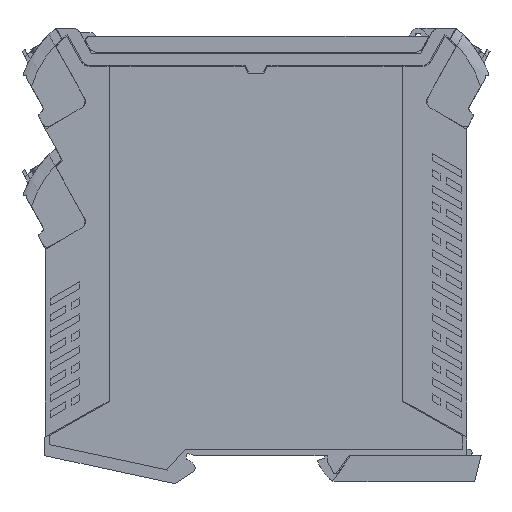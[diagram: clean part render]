
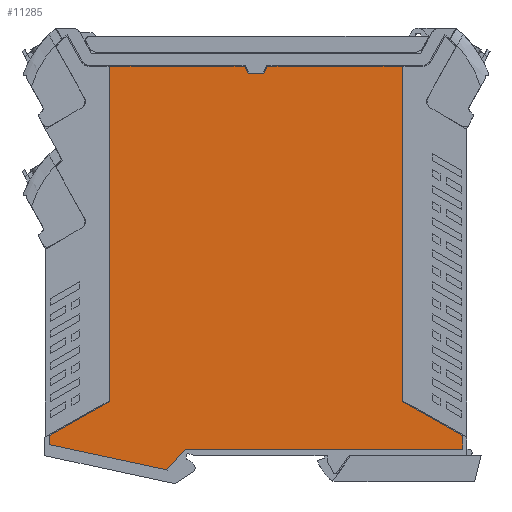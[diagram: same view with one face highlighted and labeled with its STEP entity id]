
A CAD part, left-side view. The second image highlights one B-rep face of the part: STEP entity #11285.
In plain terms, the highlighted planar face has unit normal (-1, 0, 0).
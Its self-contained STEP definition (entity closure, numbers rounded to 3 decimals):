
#11263=AXIS2_PLACEMENT_3D('Plane Axis2P3D',#11260,#11261,#11262) ;
#7063=CARTESIAN_POINT('Vertex',(0.,110.437,12.04)) ;
#7066=CARTESIAN_POINT('Line Origine',(0.,102.821,16.305)) ;
#7070=CARTESIAN_POINT('Vertex',(0.,95.205,20.571)) ;
#7095=CARTESIAN_POINT('Vertex',(0.,110.437,9.771)) ;
#7098=CARTESIAN_POINT('Line Origine',(0.,110.437,10.906)) ;
#7120=CARTESIAN_POINT('Vertex',(0.,80.884,3.413)) ;
#7123=CARTESIAN_POINT('Line Origine',(0.,95.661,6.592)) ;
#7141=CARTESIAN_POINT('Line Origine',(0.,78.847,5.745)) ;
#7145=CARTESIAN_POINT('Vertex',(0.,76.81,8.077)) ;
#7152=CARTESIAN_POINT('Vertex',(0.,76.332,8.624)) ;
#7155=CARTESIAN_POINT('Line Origine',(0.,76.568,8.353)) ;
#7159=CARTESIAN_POINT('Vertex',(0.,76.805,8.082)) ;
#7162=CARTESIAN_POINT('Line Origine',(0.,76.808,8.079)) ;
#7188=CARTESIAN_POINT('Vertex',(0.,6.773,8.624)) ;
#7191=CARTESIAN_POINT('Line Origine',(0.,41.552,8.624)) ;
#7213=CARTESIAN_POINT('Vertex',(0.,6.773,12.04)) ;
#7216=CARTESIAN_POINT('Line Origine',(0.,6.773,10.332)) ;
#7238=CARTESIAN_POINT('Vertex',(0.,22.005,20.571)) ;
#7241=CARTESIAN_POINT('Line Origine',(0.,14.389,16.305)) ;
#7263=CARTESIAN_POINT('Vertex',(0.,22.005,104.524)) ;
#7266=CARTESIAN_POINT('Line Origine',(0.,22.005,62.547)) ;
#7283=CARTESIAN_POINT('Vertex',(0.,55.774,104.524)) ;
#7286=CARTESIAN_POINT('Line Origine',(0.,54.024,104.524)) ;
#7290=CARTESIAN_POINT('Vertex',(0.,52.274,104.524)) ;
#7293=CARTESIAN_POINT('Line Origine',(0.,37.14,104.524)) ;
#7316=CARTESIAN_POINT('Vertex',(0.,56.66,102.624)) ;
#7319=CARTESIAN_POINT('Line Origine',(0.,56.217,103.574)) ;
#7341=CARTESIAN_POINT('Vertex',(0.,60.55,102.624)) ;
#7344=CARTESIAN_POINT('Line Origine',(0.,58.605,102.624)) ;
#7366=CARTESIAN_POINT('Vertex',(0.,61.436,104.524)) ;
#7369=CARTESIAN_POINT('Line Origine',(0.,60.993,103.574)) ;
#7382=CARTESIAN_POINT('Line Origine',(0.,63.186,104.524)) ;
#7386=CARTESIAN_POINT('Vertex',(0.,64.936,104.524)) ;
#7393=CARTESIAN_POINT('Vertex',(0.,95.205,104.524)) ;
#7396=CARTESIAN_POINT('Line Origine',(0.,80.07,104.524)) ;
#7415=CARTESIAN_POINT('Line Origine',(0.,95.205,62.547)) ;
#11260=CARTESIAN_POINT('Axis2P3D Location',(0.,58.605,7.024)) ;
#7067=DIRECTION('Vector Direction',(0.,0.872,-0.489)) ;
#7099=DIRECTION('Vector Direction',(0.,0.,-1.)) ;
#7124=DIRECTION('Vector Direction',(0.,-0.978,-0.21)) ;
#7142=DIRECTION('Vector Direction',(0.,-0.658,0.753)) ;
#7156=DIRECTION('Vector Direction',(0.,-0.658,0.753)) ;
#7163=DIRECTION('Vector Direction',(0.,-0.658,0.753)) ;
#7192=DIRECTION('Vector Direction',(0.,1.,0.)) ;
#7217=DIRECTION('Vector Direction',(0.,0.,1.)) ;
#7242=DIRECTION('Vector Direction',(0.,0.872,0.489)) ;
#7267=DIRECTION('Vector Direction',(0.,0.,1.)) ;
#7287=DIRECTION('Vector Direction',(0.,1.,0.)) ;
#7294=DIRECTION('Vector Direction',(0.,1.,0.)) ;
#7320=DIRECTION('Vector Direction',(0.,-0.423,0.906)) ;
#7345=DIRECTION('Vector Direction',(0.,1.,0.)) ;
#7370=DIRECTION('Vector Direction',(0.,0.423,0.906)) ;
#7383=DIRECTION('Vector Direction',(0.,1.,0.)) ;
#7397=DIRECTION('Vector Direction',(0.,1.,0.)) ;
#7416=DIRECTION('Vector Direction',(0.,0.,-1.)) ;
#11261=DIRECTION('Axis2P3D Direction',(-1.,0.,0.)) ;
#11262=DIRECTION('Axis2P3D XDirection',(0.,1.,0.)) ;
#7068=VECTOR('Line Direction',#7067,1.) ;
#7100=VECTOR('Line Direction',#7099,1.) ;
#7125=VECTOR('Line Direction',#7124,1.) ;
#7143=VECTOR('Line Direction',#7142,1.) ;
#7157=VECTOR('Line Direction',#7156,1.) ;
#7164=VECTOR('Line Direction',#7163,1.) ;
#7193=VECTOR('Line Direction',#7192,1.) ;
#7218=VECTOR('Line Direction',#7217,1.) ;
#7243=VECTOR('Line Direction',#7242,1.) ;
#7268=VECTOR('Line Direction',#7267,1.) ;
#7288=VECTOR('Line Direction',#7287,1.) ;
#7295=VECTOR('Line Direction',#7294,1.) ;
#7321=VECTOR('Line Direction',#7320,1.) ;
#7346=VECTOR('Line Direction',#7345,1.) ;
#7371=VECTOR('Line Direction',#7370,1.) ;
#7384=VECTOR('Line Direction',#7383,1.) ;
#7398=VECTOR('Line Direction',#7397,1.) ;
#7417=VECTOR('Line Direction',#7416,1.) ;
#11266=ORIENTED_EDGE('',*,*,#7147,.T.) ;
#11267=ORIENTED_EDGE('',*,*,#7166,.T.) ;
#11268=ORIENTED_EDGE('',*,*,#7161,.T.) ;
#11269=ORIENTED_EDGE('',*,*,#7195,.T.) ;
#11270=ORIENTED_EDGE('',*,*,#7220,.T.) ;
#11271=ORIENTED_EDGE('',*,*,#7245,.T.) ;
#11272=ORIENTED_EDGE('',*,*,#7270,.T.) ;
#11273=ORIENTED_EDGE('',*,*,#7297,.T.) ;
#11274=ORIENTED_EDGE('',*,*,#7292,.T.) ;
#11275=ORIENTED_EDGE('',*,*,#7323,.T.) ;
#11276=ORIENTED_EDGE('',*,*,#7348,.T.) ;
#11277=ORIENTED_EDGE('',*,*,#7373,.T.) ;
#11278=ORIENTED_EDGE('',*,*,#7388,.T.) ;
#11279=ORIENTED_EDGE('',*,*,#7400,.T.) ;
#11280=ORIENTED_EDGE('',*,*,#7419,.T.) ;
#11281=ORIENTED_EDGE('',*,*,#7072,.T.) ;
#11282=ORIENTED_EDGE('',*,*,#7102,.T.) ;
#11283=ORIENTED_EDGE('',*,*,#7127,.T.) ;
#11285=ADVANCED_FACE('GEHAEUSE',(#11284),#11264,.T.) ;
#7072=EDGE_CURVE('',#7071,#7064,#7069,.T.) ;
#7102=EDGE_CURVE('',#7064,#7096,#7101,.T.) ;
#7127=EDGE_CURVE('',#7096,#7121,#7126,.T.) ;
#7147=EDGE_CURVE('',#7121,#7146,#7144,.T.) ;
#7161=EDGE_CURVE('',#7160,#7153,#7158,.T.) ;
#7166=EDGE_CURVE('',#7146,#7160,#7165,.T.) ;
#7195=EDGE_CURVE('',#7153,#7189,#7194,.F.) ;
#7220=EDGE_CURVE('',#7189,#7214,#7219,.T.) ;
#7245=EDGE_CURVE('',#7214,#7239,#7244,.T.) ;
#7270=EDGE_CURVE('',#7239,#7264,#7269,.T.) ;
#7292=EDGE_CURVE('',#7291,#7284,#7289,.T.) ;
#7297=EDGE_CURVE('',#7264,#7291,#7296,.T.) ;
#7323=EDGE_CURVE('',#7284,#7317,#7322,.F.) ;
#7348=EDGE_CURVE('',#7317,#7342,#7347,.T.) ;
#7373=EDGE_CURVE('',#7342,#7367,#7372,.T.) ;
#7388=EDGE_CURVE('',#7367,#7387,#7385,.T.) ;
#7400=EDGE_CURVE('',#7387,#7394,#7399,.T.) ;
#7419=EDGE_CURVE('',#7394,#7071,#7418,.T.) ;
#11265=EDGE_LOOP('',(#11266,#11267,#11268,#11269,#11270,#11271,#11272,#11273,#11274,#11275,#11276,#11277,#11278,#11279,#11280,#11281,#11282,#11283)) ;
#11284=FACE_OUTER_BOUND('',#11265,.T.) ;
#7069=LINE('Line',#7066,#7068) ;
#7101=LINE('Line',#7098,#7100) ;
#7126=LINE('Line',#7123,#7125) ;
#7144=LINE('Line',#7141,#7143) ;
#7158=LINE('Line',#7155,#7157) ;
#7165=LINE('Line',#7162,#7164) ;
#7194=LINE('Line',#7191,#7193) ;
#7219=LINE('Line',#7216,#7218) ;
#7244=LINE('Line',#7241,#7243) ;
#7269=LINE('Line',#7266,#7268) ;
#7289=LINE('Line',#7286,#7288) ;
#7296=LINE('Line',#7293,#7295) ;
#7322=LINE('Line',#7319,#7321) ;
#7347=LINE('Line',#7344,#7346) ;
#7372=LINE('Line',#7369,#7371) ;
#7385=LINE('Line',#7382,#7384) ;
#7399=LINE('Line',#7396,#7398) ;
#7418=LINE('Line',#7415,#7417) ;
#11264=PLANE('',#11263) ;
#7064=VERTEX_POINT('',#7063) ;
#7071=VERTEX_POINT('',#7070) ;
#7096=VERTEX_POINT('',#7095) ;
#7121=VERTEX_POINT('',#7120) ;
#7146=VERTEX_POINT('',#7145) ;
#7153=VERTEX_POINT('',#7152) ;
#7160=VERTEX_POINT('',#7159) ;
#7189=VERTEX_POINT('',#7188) ;
#7214=VERTEX_POINT('',#7213) ;
#7239=VERTEX_POINT('',#7238) ;
#7264=VERTEX_POINT('',#7263) ;
#7284=VERTEX_POINT('',#7283) ;
#7291=VERTEX_POINT('',#7290) ;
#7317=VERTEX_POINT('',#7316) ;
#7342=VERTEX_POINT('',#7341) ;
#7367=VERTEX_POINT('',#7366) ;
#7387=VERTEX_POINT('',#7386) ;
#7394=VERTEX_POINT('',#7393) ;
